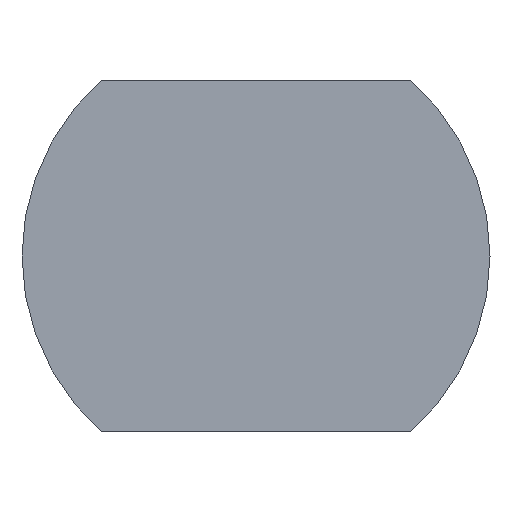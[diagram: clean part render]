
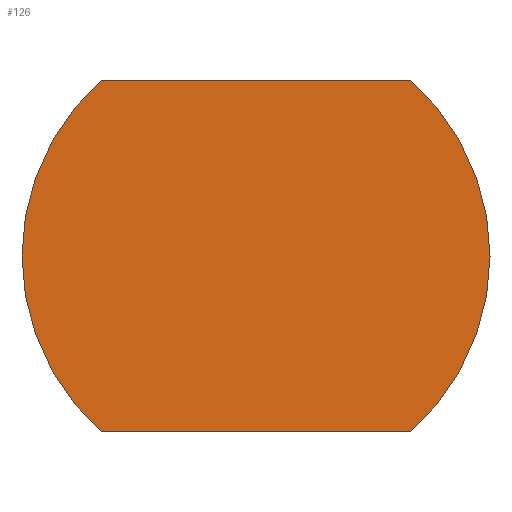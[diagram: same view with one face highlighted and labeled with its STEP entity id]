
A CAD part, front view. The second image highlights one B-rep face of the part: STEP entity #126.
In plain terms, the highlighted planar face has unit normal (0, -1, 0).
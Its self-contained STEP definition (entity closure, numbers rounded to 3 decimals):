
#19=PLANE('',#160);
#27=FACE_OUTER_BOUND('',#35,.T.);
#35=EDGE_LOOP('',(#108,#109,#110,#111));
#41=LINE('',#220,#50);
#45=LINE('',#231,#54);
#50=VECTOR('',#183,10.);
#54=VECTOR('',#195,10.);
#58=CIRCLE('',#153,8.);
#60=CIRCLE('',#157,8.);
#64=VERTEX_POINT('',#210);
#65=VERTEX_POINT('',#211);
#68=VERTEX_POINT('',#219);
#70=VERTEX_POINT('',#225);
#75=EDGE_CURVE('',#64,#65,#58,.T.);
#79=EDGE_CURVE('',#65,#68,#41,.T.);
#82=EDGE_CURVE('',#68,#70,#60,.T.);
#85=EDGE_CURVE('',#70,#64,#45,.T.);
#108=ORIENTED_EDGE('',*,*,#85,.T.);
#109=ORIENTED_EDGE('',*,*,#75,.T.);
#110=ORIENTED_EDGE('',*,*,#79,.T.);
#111=ORIENTED_EDGE('',*,*,#82,.T.);
#126=ADVANCED_FACE('',(#27),#19,.F.);
#153=AXIS2_PLACEMENT_3D('',#212,#175,#176);
#157=AXIS2_PLACEMENT_3D('',#226,#188,#189);
#160=AXIS2_PLACEMENT_3D('',#233,#197,#198);
#175=DIRECTION('center_axis',(0.,-1.,0.));
#176=DIRECTION('ref_axis',(-0.661,0.,-0.75));
#183=DIRECTION('',(-1.,0.,0.));
#188=DIRECTION('center_axis',(0.,-1.,0.));
#189=DIRECTION('ref_axis',(0.661,0.,0.75));
#195=DIRECTION('',(1.,0.,0.));
#197=DIRECTION('center_axis',(0.,1.,0.));
#198=DIRECTION('ref_axis',(0.,0.,1.));
#210=CARTESIAN_POINT('',(5.292,0.,-6.));
#211=CARTESIAN_POINT('',(5.292,0.,6.));
#212=CARTESIAN_POINT('Origin',(0.,0.,0.));
#219=CARTESIAN_POINT('',(-5.292,0.,6.));
#220=CARTESIAN_POINT('',(5.292,0.,6.));
#225=CARTESIAN_POINT('',(-5.292,0.,-6.));
#226=CARTESIAN_POINT('Origin',(0.,0.,0.));
#231=CARTESIAN_POINT('',(-5.292,0.,-6.));
#233=CARTESIAN_POINT('Origin',(0.,0.,0.));
